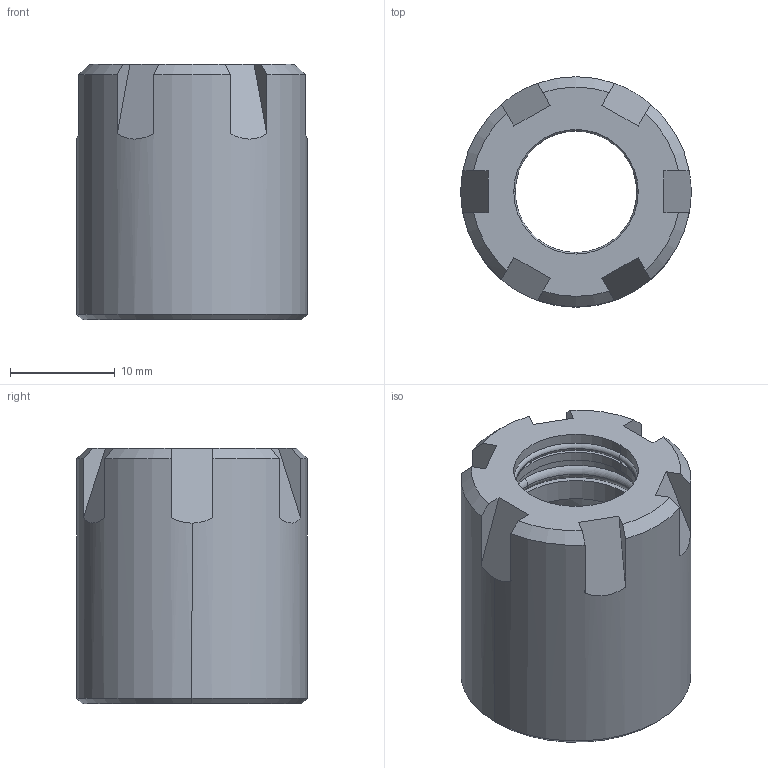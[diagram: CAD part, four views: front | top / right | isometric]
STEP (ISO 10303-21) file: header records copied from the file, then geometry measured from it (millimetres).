
FILE_DESCRIPTION (( 'STEP AP203' ), '1' );
FILE_NAME ('SM99M16D.STEP', '2021-01-28T09:35:26', ( '' ), ( '' ), 'SwSTEP 2.0', 'SolidWorks 2020', '' );
FILE_SCHEMA (( 'CONFIG_CONTROL_DESIGN' ));
Length unit declared in the file: millimetre
Products named in the file (5): O-Ring 1mm_O-Ring ›13x1; FR99-16D; O-Ring 1,5mm_O-Ring ›13x1,5; SM99M16D
Assembly tree (4 placements, depth 2):
  SM99M16D
    SM99M16D
    O-Ring 1,5mm_O-Ring ›13x1,5
    O-Ring 1mm_O-Ring ›13x1
    FR99-16D
Bounding box: 22 x 22 x 24.4 mm (x, y, z)
Volume: 3946.2 mm3; surface area: 4170.1 mm2
Topology: 4 solids, 4 shells, 78 faces, 184 edges, 114 vertices
Faces by surface type: plane 30, cylinder 22, cone 14, torus 12
Entity records: 2803 total; most frequent: CARTESIAN_POINT 443, DIRECTION 426, ORIENTED_EDGE 368, EDGE_CURVE 184, AXIS2_PLACEMENT_3D 177, VERTEX_POINT 114, CIRCLE 92, EDGE_LOOP 86
